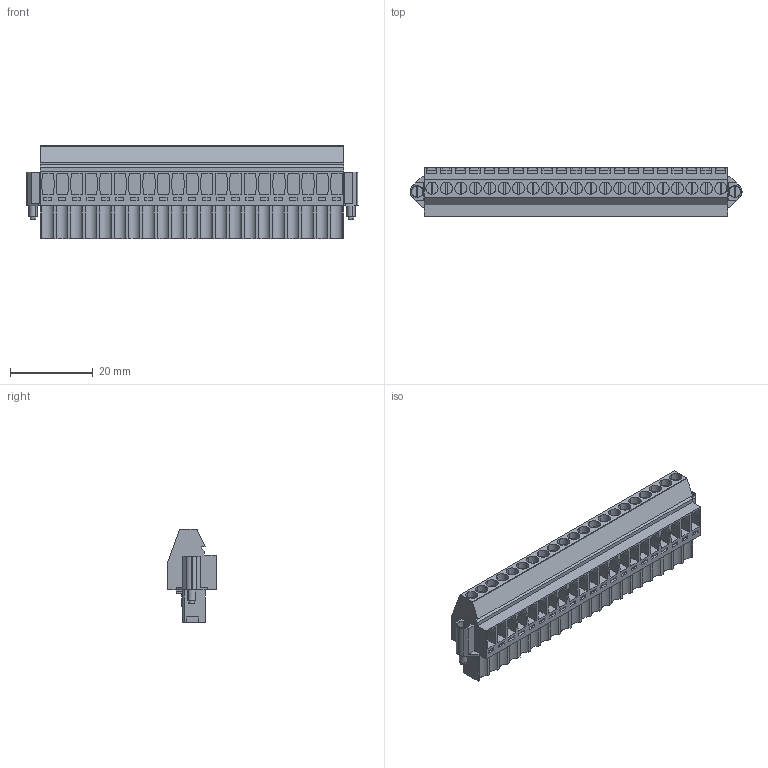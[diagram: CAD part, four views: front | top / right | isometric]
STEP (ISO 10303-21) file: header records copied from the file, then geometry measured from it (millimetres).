
FILE_DESCRIPTION(('CATIA V5 STEP Exchange','CAx-IF Rec.Pracs.--- Model Styling and Organization---1.2---2011-12-15'),'2;1');
FILE_NAME ('D1454146_0_1640120000_1640120000.stp','2017-04-20T07:41:41+00:00',('none'),('Weidmueller'),'CATIA Version 5-6 Release 2014','CATIA V5 STEP AP214','none');
FILE_SCHEMA(('AUTOMOTIVE_DESIGN { 1 0 10303 214 1 1 1 1 }'));
Length unit declared in the file: millimetre
Products named in the file (1): 1640120000
Bounding box: 80.44 x 11.83 x 22.6 mm (x, y, z)
Volume: 11316.7 mm3; surface area: 9229.3 mm2
Topology: 24 solids, 24 shells, 1295 faces, 3562 edges, 2408 vertices
Faces by surface type: plane 1083, cylinder 200, extrusion 12
Entity records: 38048 total; most frequent: CARTESIAN_POINT 7329, ORIENTED_EDGE 7124, DIRECTION 4928, EDGE_CURVE 3562, VECTOR 2932, LINE 2920, VERTEX_POINT 2408, EDGE_LOOP 1392
